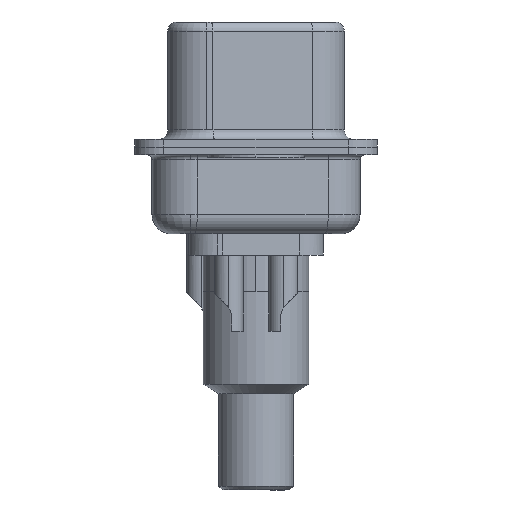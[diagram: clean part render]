
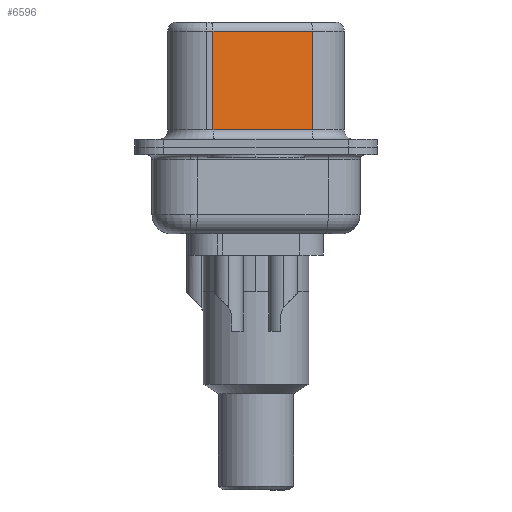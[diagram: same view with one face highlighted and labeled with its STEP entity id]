
A CAD part, left-side view. The second image highlights one B-rep face of the part: STEP entity #6596.
In plain terms, the highlighted planar face has unit normal (-0.985, -0.174, 0).
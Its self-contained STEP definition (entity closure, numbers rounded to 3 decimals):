
#706 = CARTESIAN_POINT ( 'NONE',  ( 4.585, -2.927, 6.02 ) ) ;
#2543 = CARTESIAN_POINT ( 'NONE',  ( 3.675, 2.233, 6.52 ) ) ;
#2930 = DIRECTION ( 'NONE',  ( 0., 0., -1. ) ) ;
#3369 = ORIENTED_EDGE ( 'NONE', *, *, #19022, .T. ) ;
#3489 = CARTESIAN_POINT ( 'NONE',  ( 4.585, -2.927, 6.02 ) ) ;
#3613 = VERTEX_POINT ( 'NONE', #9351 ) ;
#3747 = PLANE ( 'NONE',  #21617 ) ;
#3830 = FACE_OUTER_BOUND ( 'NONE', #9270, .T. ) ;
#4324 = ORIENTED_EDGE ( 'NONE', *, *, #18468, .F. ) ;
#5145 = VECTOR ( 'NONE', #14514, 1000. ) ;
#5517 = DIRECTION ( 'NONE',  ( 0.174, -0.985, 0. ) ) ;
#5752 = VECTOR ( 'NONE', #5517, 1000. ) ;
#6596 = ADVANCED_FACE ( 'NONE', ( #3830 ), #3747, .F. ) ;
#7863 = VERTEX_POINT ( 'NONE', #9663 ) ;
#8011 = VECTOR ( 'NONE', #16790, 1000. ) ;
#9270 = EDGE_LOOP ( 'NONE', ( #4324, #14201, #3369, #11083 ) ) ;
#9351 = CARTESIAN_POINT ( 'NONE',  ( 4.585, -2.927, 0.9 ) ) ;
#9395 = EDGE_CURVE ( 'NONE', #18264, #7863, #9653, .T. ) ;
#9653 = LINE ( 'NONE', #3489, #8011 ) ;
#9663 = CARTESIAN_POINT ( 'NONE',  ( 3.675, 2.233, 6.02 ) ) ;
#9744 = DIRECTION ( 'NONE',  ( 0.985, 0.174, 0. ) ) ;
#10550 = CARTESIAN_POINT ( 'NONE',  ( 4.585, -2.927, 0.9 ) ) ;
#11080 = CARTESIAN_POINT ( 'NONE',  ( 4.585, -2.927, 6.52 ) ) ;
#11083 = ORIENTED_EDGE ( 'NONE', *, *, #12633, .T. ) ;
#12136 = VECTOR ( 'NONE', #2930, 1000. ) ;
#12310 = CARTESIAN_POINT ( 'NONE',  ( 3.675, 2.233, 0.9 ) ) ;
#12373 = LINE ( 'NONE', #2543, #5145 ) ;
#12633 = EDGE_CURVE ( 'NONE', #18777, #3613, #13257, .T. ) ;
#13257 = LINE ( 'NONE', #10550, #5752 ) ;
#13958 = DIRECTION ( 'NONE',  ( -0.174, 0.985, 0. ) ) ;
#14201 = ORIENTED_EDGE ( 'NONE', *, *, #9395, .T. ) ;
#14514 = DIRECTION ( 'NONE',  ( 0., 0., -1. ) ) ;
#14968 = CARTESIAN_POINT ( 'NONE',  ( 4.585, -2.927, 6.52 ) ) ;
#16790 = DIRECTION ( 'NONE',  ( -0.174, 0.985, 0. ) ) ;
#18264 = VERTEX_POINT ( 'NONE', #706 ) ;
#18468 = EDGE_CURVE ( 'NONE', #18264, #3613, #18552, .T. ) ;
#18552 = LINE ( 'NONE', #14968, #12136 ) ;
#18777 = VERTEX_POINT ( 'NONE', #12310 ) ;
#19022 = EDGE_CURVE ( 'NONE', #7863, #18777, #12373, .T. ) ;
#21617 = AXIS2_PLACEMENT_3D ( 'NONE', #11080, #9744, #13958 ) ;
